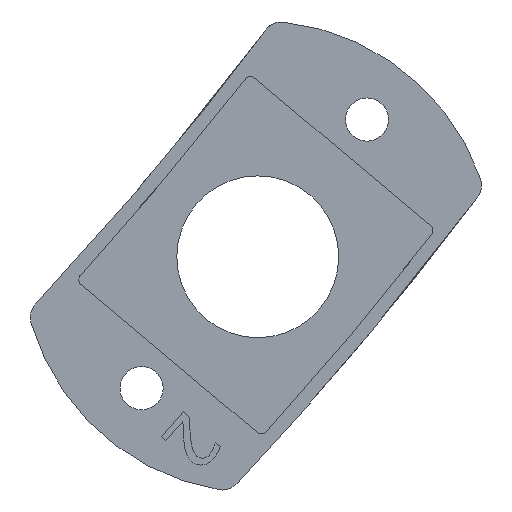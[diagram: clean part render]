
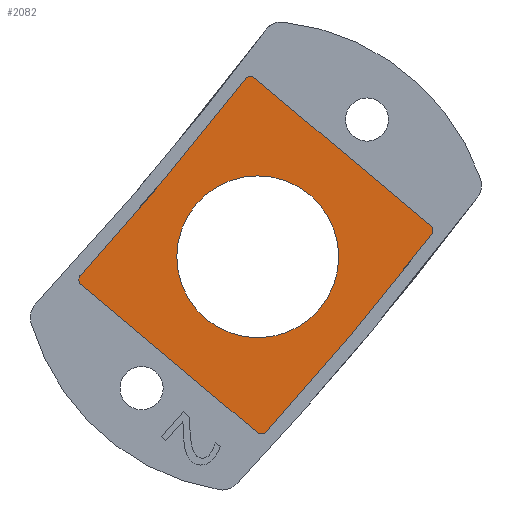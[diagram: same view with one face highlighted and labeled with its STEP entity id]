
A CAD part, front view. The second image highlights one B-rep face of the part: STEP entity #2082.
In plain terms, the highlighted planar face has unit normal (0, -1, 0).
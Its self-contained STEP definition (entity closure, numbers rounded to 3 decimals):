
#7 = CARTESIAN_POINT ( 'NONE',  ( -0.944, 0.5, 13.167 ) ) ;
#27 = AXIS2_PLACEMENT_3D ( 'NONE', #942, #1693, #1897 ) ;
#41 = CARTESIAN_POINT ( 'NONE',  ( 8.95, 0.5, -3.419 ) ) ;
#76 = EDGE_CURVE ( 'NONE', #782, #623, #213, .T. ) ;
#81 = CARTESIAN_POINT ( 'NONE',  ( 12.804, 0.5, 2.311 ) ) ;
#119 = CARTESIAN_POINT ( 'NONE',  ( 0.273, 0.5, -13.13 ) ) ;
#121 = B_SPLINE_CURVE_WITH_KNOTS ( 'NONE', 3,
 ( #7, #2468, #754, #1351 ),
 .UNSPECIFIED., .F., .F.,
 ( 4, 4 ),
 ( 0.026, 0.974 ),
 .UNSPECIFIED. ) ;
#142 = VERTEX_POINT ( 'NONE', #1396 ) ;
#175 = DIRECTION ( 'NONE',  ( 0., 0., -1. ) ) ;
#189 = AXIS2_PLACEMENT_3D ( 'NONE', #507, #807, #1561 ) ;
#197 = AXIS2_PLACEMENT_3D ( 'NONE', #2028, #511, #2016 ) ;
#204 = DIRECTION ( 'NONE',  ( -0.766, 0., 0.643 ) ) ;
#213 = LINE ( 'NONE', #398, #352 ) ;
#241 = DIRECTION ( 'NONE',  ( 0., 0., -1. ) ) ;
#243 = CARTESIAN_POINT ( 'NONE',  ( 0., 0.5, 6. ) ) ;
#257 = ORIENTED_EDGE ( 'NONE', *, *, #1302, .T. ) ;
#317 = VECTOR ( 'NONE', #904, 1000. ) ;
#320 = VERTEX_POINT ( 'NONE', #1391 ) ;
#328 = DIRECTION ( 'NONE',  ( 0., -1., 0. ) ) ;
#352 = VECTOR ( 'NONE', #204, 1000. ) ;
#391 = VERTEX_POINT ( 'NONE', #81 ) ;
#398 = CARTESIAN_POINT ( 'NONE',  ( -6.427, 0.5, -7.661 ) ) ;
#427 = CARTESIAN_POINT ( 'NONE',  ( 12.877, 0.5, 1.621 ) ) ;
#434 = ORIENTED_EDGE ( 'NONE', *, *, #2146, .T. ) ;
#507 = CARTESIAN_POINT ( 'NONE',  ( -12.76, 0.5, -1.696 ) ) ;
#511 = DIRECTION ( 'NONE',  ( 0., -1., 0. ) ) ;
#525 = VERTEX_POINT ( 'NONE', #119 ) ;
#529 = AXIS2_PLACEMENT_3D ( 'NONE', #1440, #2172, #2343 ) ;
#556 = EDGE_LOOP ( 'NONE', ( #679, #1717, #434, #1059, #1527, #257, #888, #1196, #2167 ) ) ;
#566 = CARTESIAN_POINT ( 'NONE',  ( -0.549, 0.5, 12.861 ) ) ;
#623 = VERTEX_POINT ( 'NONE', #1746 ) ;
#637 = CIRCLE ( 'NONE', #27, 6. ) ;
#659 = VERTEX_POINT ( 'NONE', #2347 ) ;
#674 = FACE_OUTER_BOUND ( 'NONE', #556, .T. ) ;
#679 = ORIENTED_EDGE ( 'NONE', *, *, #1745, .T. ) ;
#710 = VERTEX_POINT ( 'NONE', #243 ) ;
#735 = CARTESIAN_POINT ( 'NONE',  ( 0., 0.5, 0. ) ) ;
#754 = CARTESIAN_POINT ( 'NONE',  ( -8.899, 0.5, 3.3 ) ) ;
#782 = VERTEX_POINT ( 'NONE', #1075 ) ;
#805 = AXIS2_PLACEMENT_3D ( 'NONE', #1413, #2375, #241 ) ;
#807 = DIRECTION ( 'NONE',  ( 0., -1., 0. ) ) ;
#846 = AXIS2_PLACEMENT_3D ( 'NONE', #566, #1909, #175 ) ;
#881 = CIRCLE ( 'NONE', #189, 0.5 ) ;
#886 = CIRCLE ( 'NONE', #197, 0.5 ) ;
#888 = ORIENTED_EDGE ( 'NONE', *, *, #76, .F. ) ;
#904 = DIRECTION ( 'NONE',  ( -0.766, 0., 0.643 ) ) ;
#942 = CARTESIAN_POINT ( 'NONE',  ( 0., 0.5, 0. ) ) ;
#994 = EDGE_CURVE ( 'NONE', #525, #1140, #1873, .T. ) ;
#1032 = ORIENTED_EDGE ( 'NONE', *, *, #1967, .T. ) ;
#1046 = CIRCLE ( 'NONE', #2356, 6. ) ;
#1059 = ORIENTED_EDGE ( 'NONE', *, *, #2340, .T. ) ;
#1075 = CARTESIAN_POINT ( 'NONE',  ( -0.048, 0.5, -13.013 ) ) ;
#1140 = VERTEX_POINT ( 'NONE', #1940 ) ;
#1196 = ORIENTED_EDGE ( 'NONE', *, *, #2481, .T. ) ;
#1243 = AXIS2_PLACEMENT_3D ( 'NONE', #1654, #328, #2474 ) ;
#1246 = VERTEX_POINT ( 'NONE', #2193 ) ;
#1293 = CARTESIAN_POINT ( 'NONE',  ( 6.427, 0.5, 7.661 ) ) ;
#1302 = EDGE_CURVE ( 'NONE', #659, #623, #881, .T. ) ;
#1338 = EDGE_LOOP ( 'NONE', ( #1032, #1846 ) ) ;
#1351 = CARTESIAN_POINT ( 'NONE',  ( -13.13, 0.5, -1.359 ) ) ;
#1391 = CARTESIAN_POINT ( 'NONE',  ( -0.944, 0.5, 13.167 ) ) ;
#1396 = CARTESIAN_POINT ( 'NONE',  ( 12.877, 0.5, 1.621 ) ) ;
#1398 = FACE_BOUND ( 'NONE', #1338, .T. ) ;
#1405 = EDGE_CURVE ( 'NONE', #320, #659, #121, .T. ) ;
#1413 = CARTESIAN_POINT ( 'NONE',  ( 12.483, 0.5, 1.928 ) ) ;
#1440 = CARTESIAN_POINT ( 'NONE',  ( 0., 0.5, 0. ) ) ;
#1494 = DIRECTION ( 'NONE',  ( 0., 1., 0. ) ) ;
#1527 = ORIENTED_EDGE ( 'NONE', *, *, #1405, .T. ) ;
#1561 = DIRECTION ( 'NONE',  ( 0., 0., -1. ) ) ;
#1599 = CIRCLE ( 'NONE', #805, 0.5 ) ;
#1654 = CARTESIAN_POINT ( 'NONE',  ( 0.273, 0.5, -12.63 ) ) ;
#1693 = DIRECTION ( 'NONE',  ( 0., 1., 0. ) ) ;
#1717 = ORIENTED_EDGE ( 'NONE', *, *, #2074, .T. ) ;
#1745 = EDGE_CURVE ( 'NONE', #1140, #142, #2030, .T. ) ;
#1746 = CARTESIAN_POINT ( 'NONE',  ( -13.081, 0.5, -2.079 ) ) ;
#1836 = CIRCLE ( 'NONE', #846, 0.5 ) ;
#1846 = ORIENTED_EDGE ( 'NONE', *, *, #2303, .T. ) ;
#1873 = CIRCLE ( 'NONE', #1243, 0.5 ) ;
#1897 = DIRECTION ( 'NONE',  ( 0., 0., -1. ) ) ;
#1909 = DIRECTION ( 'NONE',  ( 0., -1., 0. ) ) ;
#1940 = CARTESIAN_POINT ( 'NONE',  ( 0.644, 0.5, -12.965 ) ) ;
#1967 = EDGE_CURVE ( 'NONE', #1246, #710, #1046, .T. ) ;
#2016 = DIRECTION ( 'NONE',  ( 0., 0., -1. ) ) ;
#2028 = CARTESIAN_POINT ( 'NONE',  ( 0.273, 0.5, -12.63 ) ) ;
#2030 = B_SPLINE_CURVE_WITH_KNOTS ( 'NONE', 3,
 ( #2095, #2201, #41, #427 ),
 .UNSPECIFIED., .F., .F.,
 ( 4, 4 ),
 ( 0.024, 0.976 ),
 .UNSPECIFIED. ) ;
#2074 = EDGE_CURVE ( 'NONE', #142, #391, #1599, .T. ) ;
#2082 = ADVANCED_FACE ( 'NONE', ( #1398, #674 ), #2160, .T. ) ;
#2095 = CARTESIAN_POINT ( 'NONE',  ( 0.644, 0.5, -12.965 ) ) ;
#2108 = CARTESIAN_POINT ( 'NONE',  ( -0.227, 0.5, 13.244 ) ) ;
#2146 = EDGE_CURVE ( 'NONE', #391, #2188, #2415, .T. ) ;
#2160 = PLANE ( 'NONE',  #529 ) ;
#2167 = ORIENTED_EDGE ( 'NONE', *, *, #994, .T. ) ;
#2172 = DIRECTION ( 'NONE',  ( 0., -1., 0. ) ) ;
#2188 = VERTEX_POINT ( 'NONE', #2108 ) ;
#2193 = CARTESIAN_POINT ( 'NONE',  ( 0., 0.5, -6. ) ) ;
#2201 = CARTESIAN_POINT ( 'NONE',  ( 4.873, 0.5, -8.281 ) ) ;
#2303 = EDGE_CURVE ( 'NONE', #710, #1246, #637, .T. ) ;
#2340 = EDGE_CURVE ( 'NONE', #2188, #320, #1836, .T. ) ;
#2343 = DIRECTION ( 'NONE',  ( 0., 0., -1. ) ) ;
#2347 = CARTESIAN_POINT ( 'NONE',  ( -13.13, 0.5, -1.359 ) ) ;
#2356 = AXIS2_PLACEMENT_3D ( 'NONE', #735, #1494, #2431 ) ;
#2375 = DIRECTION ( 'NONE',  ( 0., -1., 0. ) ) ;
#2415 = LINE ( 'NONE', #1293, #317 ) ;
#2431 = DIRECTION ( 'NONE',  ( 0., 0., -1. ) ) ;
#2468 = CARTESIAN_POINT ( 'NONE',  ( -4.837, 0.5, 8.142 ) ) ;
#2474 = DIRECTION ( 'NONE',  ( 0., 0., -1. ) ) ;
#2481 = EDGE_CURVE ( 'NONE', #782, #525, #886, .T. ) ;
